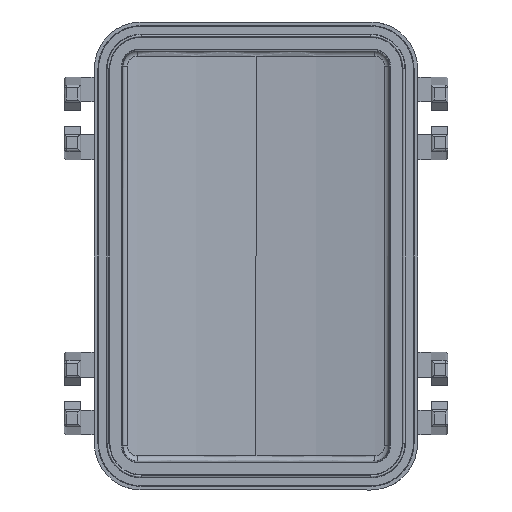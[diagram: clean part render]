
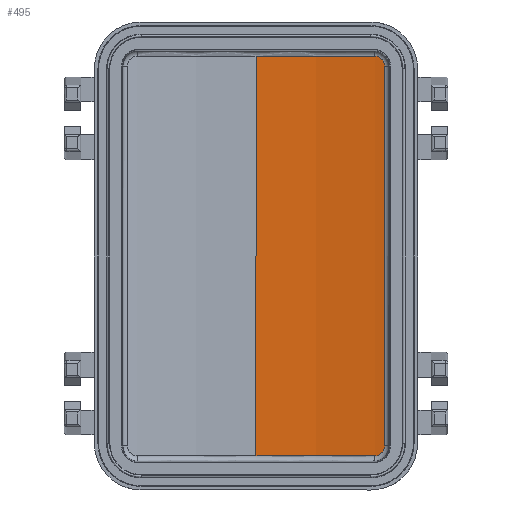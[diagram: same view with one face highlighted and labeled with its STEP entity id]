
A CAD part, left-side view. The second image highlights one B-rep face of the part: STEP entity #495.
In plain terms, the highlighted cylindrical face has radius 122.03 mm (diameter 244.06 mm), a partial arc.
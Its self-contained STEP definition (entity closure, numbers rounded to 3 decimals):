
#495=ADVANCED_FACE('NONE',(#970),#810,.F.);
#810=CYLINDRICAL_SURFACE('',#6445,122.03);
#970=FACE_OUTER_BOUND('',#1331,.T.);
#1331=EDGE_LOOP('',(#2896,#2897,#2898,#2899,#2900,#2901));
#1688=LINE('',#9888,#2171);
#1689=LINE('',#9901,#2172);
#2171=VECTOR('',#7069,1.);
#2172=VECTOR('',#7070,1.);
#2896=ORIENTED_EDGE('',*,*,#5257,.F.);
#2897=ORIENTED_EDGE('',*,*,#5258,.T.);
#2898=ORIENTED_EDGE('',*,*,#5259,.T.);
#2899=ORIENTED_EDGE('',*,*,#5260,.T.);
#2900=ORIENTED_EDGE('',*,*,#5261,.T.);
#2901=ORIENTED_EDGE('',*,*,#5262,.T.);
#4608=VERTEX_POINT('',#9889);
#4609=VERTEX_POINT('',#9890);
#4610=VERTEX_POINT('',#9895);
#4611=VERTEX_POINT('',#9900);
#4612=VERTEX_POINT('',#9902);
#4613=VERTEX_POINT('',#9907);
#5257=EDGE_CURVE('NONE',#4608,#4609,#1688,.T.);
#5258=EDGE_CURVE('NONE',#4608,#4610,#6131,.T.);
#5259=EDGE_CURVE('NONE',#4610,#4611,#6132,.T.);
#5260=EDGE_CURVE('NONE',#4611,#4612,#1689,.T.);
#5261=EDGE_CURVE('NONE',#4612,#4613,#6133,.T.);
#5262=EDGE_CURVE('NONE',#4613,#4609,#6134,.T.);
#6131=B_SPLINE_CURVE_WITH_KNOTS('',3,(#9891,#9892,#9893,#9894),
 .UNSPECIFIED.,.F.,.F.,(4,4),(0.,1.),.UNSPECIFIED.);
#6132=B_SPLINE_CURVE_WITH_KNOTS('',3,(#9896,#9897,#9898,#9899),
 .UNSPECIFIED.,.F.,.F.,(4,4),(0.,1.),.UNSPECIFIED.);
#6133=B_SPLINE_CURVE_WITH_KNOTS('',3,(#9903,#9904,#9905,#9906),
 .UNSPECIFIED.,.F.,.F.,(4,4),(0.,1.),.UNSPECIFIED.);
#6134=B_SPLINE_CURVE_WITH_KNOTS('',3,(#9908,#9909,#9910,#9911),
 .UNSPECIFIED.,.F.,.F.,(4,4),(0.,1.),.UNSPECIFIED.);
#6445=AXIS2_PLACEMENT_3D('',#9912,#7071,#7072);
#7069=DIRECTION('',(0.,0.,1.));
#7070=DIRECTION('',(0.,0.,1.));
#7071=DIRECTION('',(0.,0.,1.));
#7072=DIRECTION('',(1.,0.,0.));
#9888=CARTESIAN_POINT('',(15.879,0.,51.255));
#9889=CARTESIAN_POINT('',(15.878,0.,-36.474));
#9890=CARTESIAN_POINT('',(15.878,0.,36.474));
#9891=CARTESIAN_POINT('',(15.879,0.,-36.474));
#9892=CARTESIAN_POINT('',(15.879,-7.241,-36.475));
#9893=CARTESIAN_POINT('',(15.233,-14.491,-36.483));
#9894=CARTESIAN_POINT('',(13.946,-21.635,-36.501));
#9895=CARTESIAN_POINT('',(13.946,-21.635,-36.501));
#9896=CARTESIAN_POINT('',(13.946,-21.635,-36.501));
#9897=CARTESIAN_POINT('',(13.77,-22.609,-36.501));
#9898=CARTESIAN_POINT('',(13.599,-23.48,-35.663));
#9899=CARTESIAN_POINT('',(13.598,-23.484,-34.672));
#9900=CARTESIAN_POINT('',(13.598,-23.484,-34.672));
#9901=CARTESIAN_POINT('',(13.598,-23.484,-34.856));
#9902=CARTESIAN_POINT('',(13.598,-23.484,34.673));
#9903=CARTESIAN_POINT('',(13.598,-23.484,34.672));
#9904=CARTESIAN_POINT('',(13.599,-23.48,35.663));
#9905=CARTESIAN_POINT('',(13.77,-22.608,36.501));
#9906=CARTESIAN_POINT('',(13.946,-21.635,36.501));
#9907=CARTESIAN_POINT('',(13.946,-21.635,36.501));
#9908=CARTESIAN_POINT('',(13.946,-21.635,36.501));
#9909=CARTESIAN_POINT('',(15.233,-14.491,36.483));
#9910=CARTESIAN_POINT('',(15.879,-7.241,36.475));
#9911=CARTESIAN_POINT('',(15.879,0.,36.474));
#9912=CARTESIAN_POINT('',(-106.151,0.,51.255));
